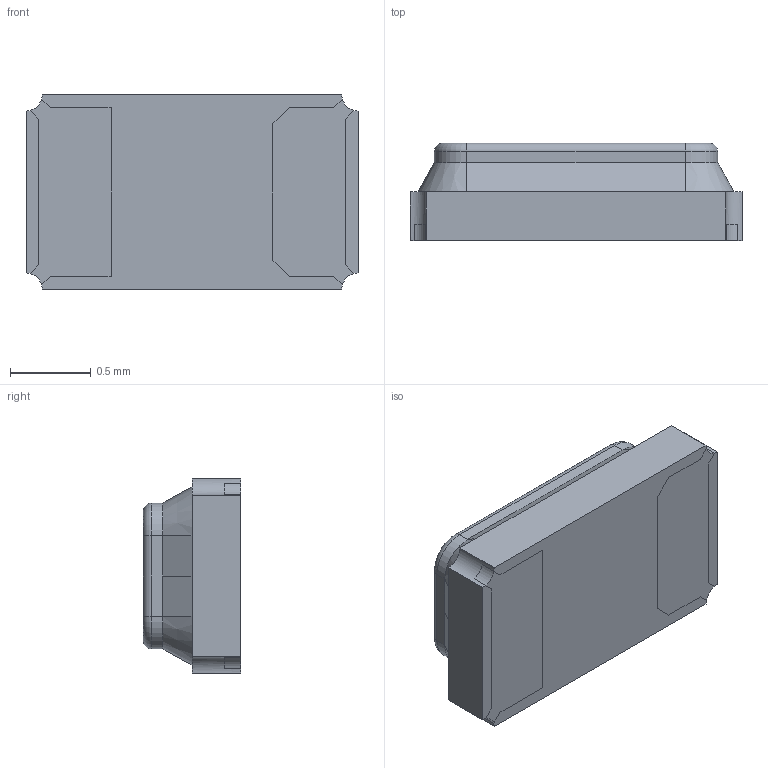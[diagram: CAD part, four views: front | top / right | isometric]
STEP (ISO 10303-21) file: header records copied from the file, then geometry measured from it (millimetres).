
FILE_DESCRIPTION (( 'STEP AP214' ), '1' );
FILE_NAME ('NX2012SA-32.768K-STD-MUB-1.STEP', '2023-05-15T14:54:20', ( '' ), ( '' ), 'SwSTEP 2.0', 'SolidWorks 2021', '' );
FILE_SCHEMA (( 'AUTOMOTIVE_DESIGN' ));
Length unit declared in the file: millimetre
Products named in the file (1): NX2012SA-32.768K-STD-MUB-1
Bounding box: 2.05 x 0.6 x 1.2 mm (x, y, z)
Volume: 1.2 mm3; surface area: 16.8 mm2
Topology: 5 solids, 5 shells, 103 faces, 250 edges, 155 vertices
Faces by surface type: plane 75, cylinder 20, torus 4, cone 4
Entity records: 3034 total; most frequent: DIRECTION 514, CARTESIAN_POINT 509, ORIENTED_EDGE 500, EDGE_CURVE 250, LINE 194, VECTOR 194, AXIS2_PLACEMENT_3D 160, VERTEX_POINT 155
